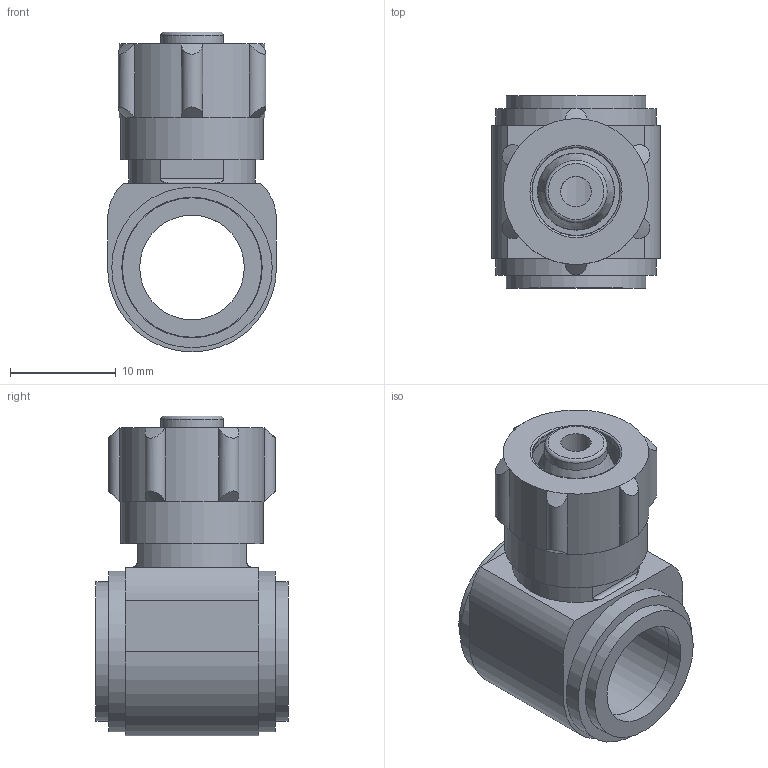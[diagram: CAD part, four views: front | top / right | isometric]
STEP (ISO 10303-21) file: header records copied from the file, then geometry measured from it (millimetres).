
FILE_DESCRIPTION(/* description */ ('STEP AP214'),/* implementation_level */ '2;1');
FILE_NAME(/* name */ '4477_LK-1_8-PK-6',/* time_stamp */ '2024-09-04T18:21:14+02:00',/* author */ ('License CC BY-ND 4.0'),/* organization */ ('CADENAS'),/* preprocessor_version */ 'ST-DEVELOPER v19.3',/* originating_system */ 'PARTsolutions',/* authorisation */ ' ');
FILE_SCHEMA (('AUTOMOTIVE_DESIGN {1 0 10303 214 3 1 1}'));
Length unit declared in the file: millimetre
Products named in the file (4): 4477 LK-1/8-PK-6; 234997 LCK-1/8-PK-6 B; 531771 OK-1/8; 2966 MCK-PK-6
Assembly tree (4 placements, depth 2):
  4477 LK-1/8-PK-6
    234997 LCK-1/8-PK-6 B
    531771 OK-1/8  x2
    2966 MCK-PK-6
Bounding box: 16 x 18.2 x 30.3 mm (x, y, z)
Volume: 3937.1 mm3; surface area: 3704.8 mm2
Topology: 4 solids, 4 shells, 81 faces, 161 edges, 96 vertices
Faces by surface type: cylinder 35, plane 21, cone 18, torus 7
Full cylindrical faces by diameter (mm): 2.9 x1, 5.9 x1, 6.8 x1, 7.3 x1, 8.3 x1, 9.9 x3, 10.917 x1, 13.2 x2, 13.3 x2, 13.5 x1, 15.2 x2
Entity records: 2060 total; most frequent: CARTESIAN_POINT 436, DIRECTION 342, ORIENTED_EDGE 254, AXIS2_PLACEMENT_3D 154, EDGE_CURVE 127, EDGE_LOOP 118, FACE_BOUND 118, VERTEX_POINT 89
